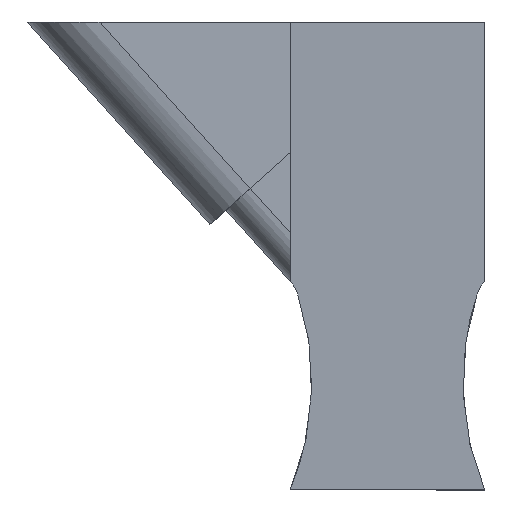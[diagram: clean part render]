
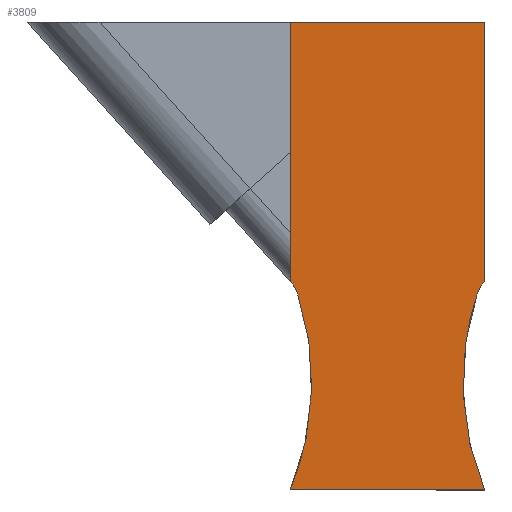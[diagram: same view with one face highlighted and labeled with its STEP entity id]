
A CAD part, front view. The second image highlights one B-rep face of the part: STEP entity #3809.
In plain terms, the highlighted planar face has unit normal (0, -0.999, -0.052).
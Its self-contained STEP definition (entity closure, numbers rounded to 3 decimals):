
#27 = VERTEX_POINT ( 'NONE', #851 ) ;
#38 = VERTEX_POINT ( 'NONE', #821 ) ;
#360 = CARTESIAN_POINT ( 'NONE',  ( 1.35, -9.557, 0. ) ) ;
#398 = CARTESIAN_POINT ( 'NONE',  ( -1.35, -9.368, -3.6 ) ) ;
#469 = CARTESIAN_POINT ( 'NONE',  ( -1.35, -9.557, 0. ) ) ;
#688 = CARTESIAN_POINT ( 'NONE',  ( 1.35, -9.216, -6.5 ) ) ;
#710 = CARTESIAN_POINT ( 'NONE',  ( -1.35, -9.216, -6.5 ) ) ;
#721 = CARTESIAN_POINT ( 'NONE',  ( 1.247, -9.359, -3.778 ) ) ;
#772 = CARTESIAN_POINT ( 'NONE',  ( 1.35, -9.216, -6.5 ) ) ;
#773 = DIRECTION ( 'NONE',  ( 0., 0.052, -0.999 ) ) ;
#782 = CARTESIAN_POINT ( 'NONE',  ( -1.35, -9.216, -6.5 ) ) ;
#805 = DIRECTION ( 'NONE',  ( 0., 0.052, -0.999 ) ) ;
#821 = CARTESIAN_POINT ( 'NONE',  ( -1.247, -9.359, -3.778 ) ) ;
#851 = CARTESIAN_POINT ( 'NONE',  ( 1.35, -9.368, -3.6 ) ) ;
#1398 = CARTESIAN_POINT ( 'NONE',  ( 0.985, -9.262, -5.625 ) ) ;
#1399 = CARTESIAN_POINT ( 'NONE',  ( 0.949, -9.312, -4.678 ) ) ;
#1406 = CARTESIAN_POINT ( 'NONE',  ( -1.05, -9.216, -6.5 ) ) ;
#1412 = CARTESIAN_POINT ( 'NONE',  ( 1.247, -9.359, -3.778 ) ) ;
#1427 = CARTESIAN_POINT ( 'NONE',  ( 1.35, -9.216, -6.5 ) ) ;
#1430 = DIRECTION ( 'NONE',  ( 1., 0., 0. ) ) ;
#1437 = CARTESIAN_POINT ( 'NONE',  ( -0.985, -9.262, -5.625 ) ) ;
#1451 = CARTESIAN_POINT ( 'NONE',  ( -1.247, -9.359, -3.778 ) ) ;
#1454 = CARTESIAN_POINT ( 'NONE',  ( -0.949, -9.312, -4.678 ) ) ;
#1457 = CARTESIAN_POINT ( 'NONE',  ( -1.35, -9.216, -6.5 ) ) ;
#1505 = DIRECTION ( 'NONE',  ( 1., 0., 0. ) ) ;
#1517 = CARTESIAN_POINT ( 'NONE',  ( -1.05, -9.557, 0. ) ) ;
#1520 = CARTESIAN_POINT ( 'NONE',  ( 1.247, -9.359, -3.778 ) ) ;
#1523 = CARTESIAN_POINT ( 'NONE',  ( 1.268, -9.362, -3.711 ) ) ;
#1524 = CARTESIAN_POINT ( 'NONE',  ( 1.303, -9.365, -3.651 ) ) ;
#1525 = CARTESIAN_POINT ( 'NONE',  ( 1.35, -9.368, -3.6 ) ) ;
#1540 = CARTESIAN_POINT ( 'NONE',  ( -1.247, -9.359, -3.778 ) ) ;
#1544 = CARTESIAN_POINT ( 'NONE',  ( -1.35, -9.368, -3.6 ) ) ;
#1564 = CARTESIAN_POINT ( 'NONE',  ( -1.303, -9.365, -3.651 ) ) ;
#1572 = CARTESIAN_POINT ( 'NONE',  ( -1.268, -9.362, -3.711 ) ) ;
#1883 = AXIS2_PLACEMENT_3D ( 'NONE', #2086, #2044, #2042 ) ;
#2042 = DIRECTION ( 'NONE',  ( 0., 0.052, -0.999 ) ) ;
#2044 = DIRECTION ( 'NONE',  ( 0., -0.999, -0.052 ) ) ;
#2055 = PLANE ( 'NONE',  #1883 ) ;
#2086 = CARTESIAN_POINT ( 'NONE',  ( -1.05, -9.216, -6.5 ) ) ;
#2272 = EDGE_LOOP ( 'NONE', ( #3614, #3597, #3581, #3602, #3615, #3570, #3573, #3584 ) ) ;
#2887 = VERTEX_POINT ( 'NONE', #688 ) ;
#2932 = VERTEX_POINT ( 'NONE', #710 ) ;
#2934 = VERTEX_POINT ( 'NONE', #721 ) ;
#3217 =( BOUNDED_CURVE ( )  B_SPLINE_CURVE ( 3, ( #1427, #1398, #1399, #1412 ),
 .UNSPECIFIED., .F., .F. ) 
 B_SPLINE_CURVE_WITH_KNOTS ( ( 4, 4 ),
 ( 4.318, 5.031 ),
 .UNSPECIFIED. ) 
 CURVE ( )  GEOMETRIC_REPRESENTATION_ITEM ( )  RATIONAL_B_SPLINE_CURVE ( ( 1., 0.958, 0.958, 1. ) ) 
 REPRESENTATION_ITEM ( '' )  );
#3240 = EDGE_CURVE ( 'NONE', #4751, #4659, #4475, .T. ) ;
#3251 = EDGE_CURVE ( 'NONE', #4693, #27, #4466, .T. ) ;
#3290 =( BOUNDED_CURVE ( )  B_SPLINE_CURVE ( 3, ( #1520, #1523, #1524, #1525 ),
 .UNSPECIFIED., .F., .F. ) 
 B_SPLINE_CURVE_WITH_KNOTS ( ( 4, 4 ),
 ( 5.031, 5.446 ),
 .UNSPECIFIED. ) 
 CURVE ( )  GEOMETRIC_REPRESENTATION_ITEM ( )  RATIONAL_B_SPLINE_CURVE ( ( 1., 0.986, 0.986, 1. ) ) 
 REPRESENTATION_ITEM ( '' )  );
#3343 =( BOUNDED_CURVE ( )  B_SPLINE_CURVE ( 3, ( #1544, #1564, #1572, #1540 ),
 .UNSPECIFIED., .F., .F. ) 
 B_SPLINE_CURVE_WITH_KNOTS ( ( 4, 4 ),
 ( 0.837, 1.252 ),
 .UNSPECIFIED. ) 
 CURVE ( )  GEOMETRIC_REPRESENTATION_ITEM ( )  RATIONAL_B_SPLINE_CURVE ( ( 1., 0.986, 0.986, 1. ) ) 
 REPRESENTATION_ITEM ( '' )  );
#3351 =( BOUNDED_CURVE ( )  B_SPLINE_CURVE ( 3, ( #1451, #1454, #1437, #1457 ),
 .UNSPECIFIED., .F., .F. ) 
 B_SPLINE_CURVE_WITH_KNOTS ( ( 4, 4 ),
 ( 1.252, 1.966 ),
 .UNSPECIFIED. ) 
 CURVE ( )  GEOMETRIC_REPRESENTATION_ITEM ( )  RATIONAL_B_SPLINE_CURVE ( ( 1., 0.958, 0.958, 1. ) ) 
 REPRESENTATION_ITEM ( '' )  );
#3570 = ORIENTED_EDGE ( 'NONE', *, *, #3683, .T. ) ;
#3573 = ORIENTED_EDGE ( 'NONE', *, *, #3647, .T. ) ;
#3581 = ORIENTED_EDGE ( 'NONE', *, *, #3251, .F. ) ;
#3584 = ORIENTED_EDGE ( 'NONE', *, *, #3631, .T. ) ;
#3597 = ORIENTED_EDGE ( 'NONE', *, *, #3663, .T. ) ;
#3602 = ORIENTED_EDGE ( 'NONE', *, *, #3668, .F. ) ;
#3614 = ORIENTED_EDGE ( 'NONE', *, *, #3629, .T. ) ;
#3615 = ORIENTED_EDGE ( 'NONE', *, *, #3240, .T. ) ;
#3629 = EDGE_CURVE ( 'NONE', #2887, #2934, #3217, .T. ) ;
#3631 = EDGE_CURVE ( 'NONE', #2932, #2887, #4009, .T. ) ;
#3647 = EDGE_CURVE ( 'NONE', #38, #2932, #3351, .T. ) ;
#3663 = EDGE_CURVE ( 'NONE', #2934, #27, #3290, .T. ) ;
#3668 = EDGE_CURVE ( 'NONE', #4751, #4693, #4029, .T. ) ;
#3683 = EDGE_CURVE ( 'NONE', #4659, #38, #3343, .T. ) ;
#3809 = ADVANCED_FACE ( 'NONE', ( #4213 ), #2055, .T. ) ;
#4009 = LINE ( 'NONE', #1406, #4018 ) ;
#4018 = VECTOR ( 'NONE', #1430, 1000. ) ;
#4029 = LINE ( 'NONE', #1517, #4043 ) ;
#4043 = VECTOR ( 'NONE', #1505, 1000. ) ;
#4213 = FACE_OUTER_BOUND ( 'NONE', #2272, .T. ) ;
#4466 = LINE ( 'NONE', #772, #4506 ) ;
#4475 = LINE ( 'NONE', #782, #4495 ) ;
#4495 = VECTOR ( 'NONE', #805, 1000. ) ;
#4506 = VECTOR ( 'NONE', #773, 1000. ) ;
#4659 = VERTEX_POINT ( 'NONE', #398 ) ;
#4693 = VERTEX_POINT ( 'NONE', #360 ) ;
#4751 = VERTEX_POINT ( 'NONE', #469 ) ;
